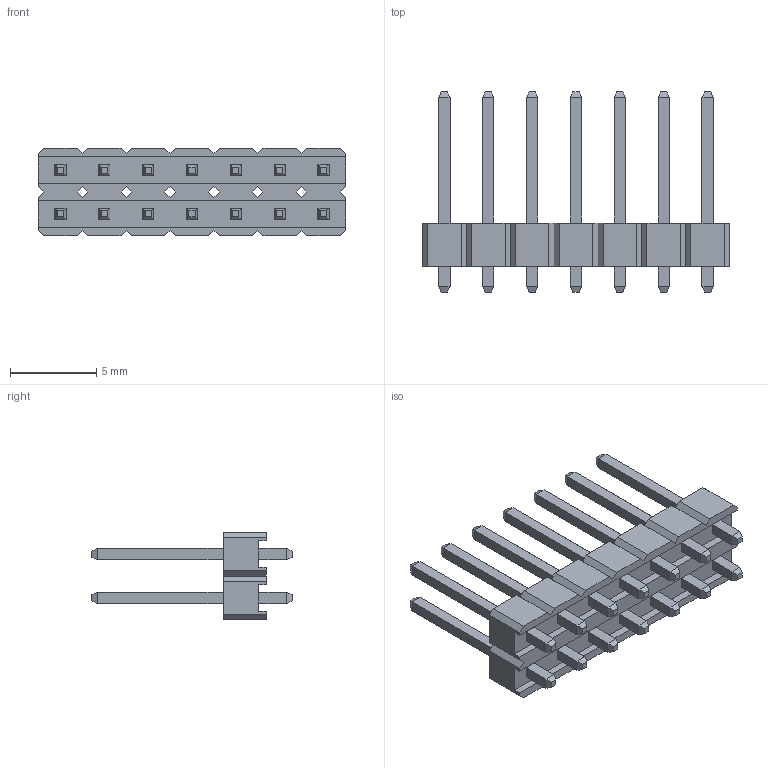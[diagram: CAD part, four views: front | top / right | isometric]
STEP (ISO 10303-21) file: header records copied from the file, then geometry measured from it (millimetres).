
FILE_DESCRIPTION (( 'STEP AP214' ), '1' );
FILE_NAME ('0.7_WAY11221628547293.step', '2005-11-22T21:28:58', ( 'SysAdmin' ), ( 'SolidWorks' ), 'SwSTEP 2.0', 'SolidWorks 2005254', '' );
FILE_SCHEMA (( 'AUTOMOTIVE_DESIGN' ));
Length unit declared in the file: millimetre
Products named in the file (1): 0.7_WAY11221628547293
Bounding box: 17.78 x 11.6 x 5.08 mm (x, y, z)
Volume: 250.4 mm3; surface area: 686.2 mm2
Topology: 1 solids, 1 shells, 336 faces, 806 edges, 500 vertices
Faces by surface type: plane 336
Entity records: 10365 total; most frequent: CARTESIAN_POINT 1643, ORIENTED_EDGE 1612, DIRECTION 1480, VECTOR 806, LINE 806, EDGE_CURVE 806, VERTEX_POINT 500, EDGE_LOOP 376
